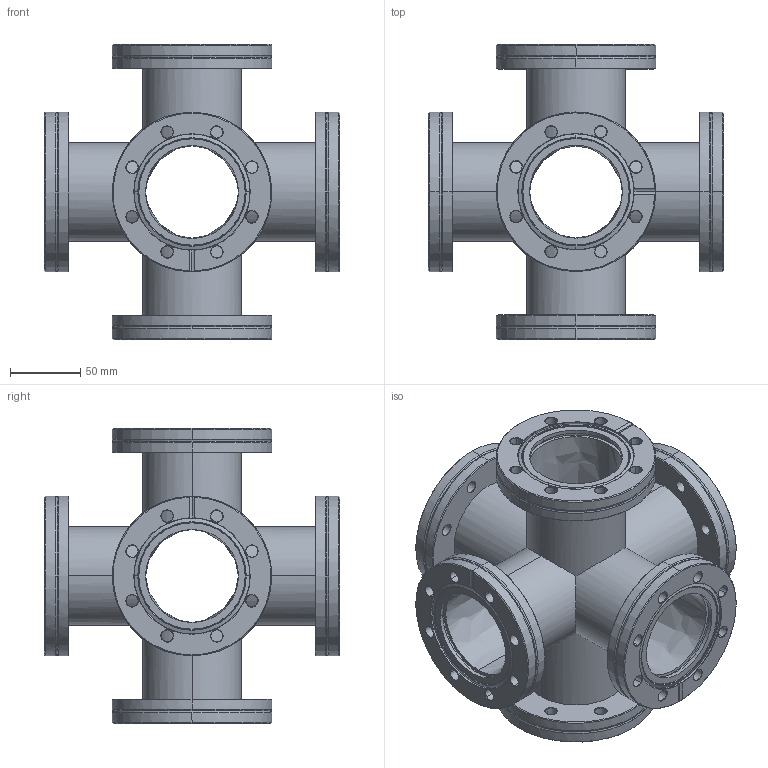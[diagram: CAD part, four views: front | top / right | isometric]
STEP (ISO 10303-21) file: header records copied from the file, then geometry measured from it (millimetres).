
FILE_DESCRIPTION((''),'2;1');
FILE_NAME('213-333.stp','2004-01-21T16:30:10',('KAA'),(''),'Autodesk Inventor (R) 6.0','Autodesk Inventor (R) 6.0','');
FILE_SCHEMA(('CONFIG_CONTROL_DESIGN'));
Length unit declared in the file: millimetre
Products named in the file (1): 213-333
Bounding box: 210 x 210 x 210 mm (x, y, z)
Volume: 773697 mm3; surface area: 344884.9 mm2
Topology: 1 solids, 1 shells, 606 faces, 1465 edges, 887 vertices
Faces by surface type: cone 276, bspline 150, cylinder 102, plane 42, torus 36
Entity records: 21577 total; most frequent: CARTESIAN_POINT 7123, DIRECTION 3220, ORIENTED_EDGE 2930, EDGE_CURVE 1465, AXIS2_PLACEMENT_3D 1370, VERTEX_POINT 887, CIRCLE 873, EDGE_LOOP 738
